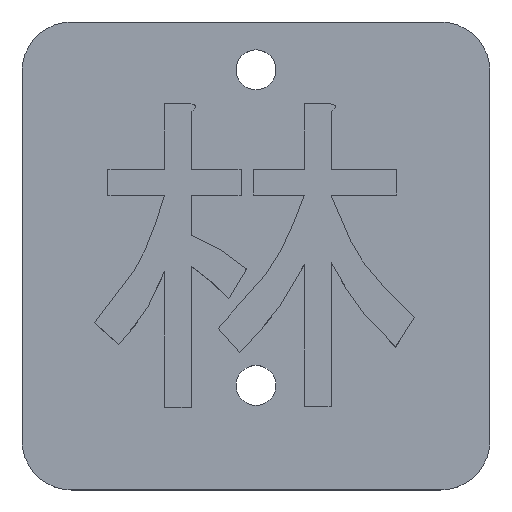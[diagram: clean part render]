
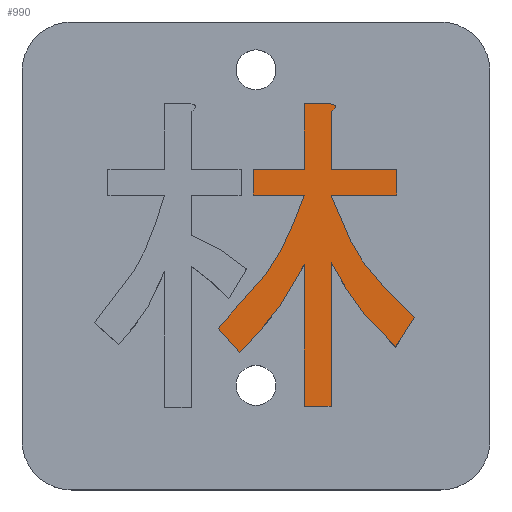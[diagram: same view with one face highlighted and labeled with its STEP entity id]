
A CAD part, top view. The second image highlights one B-rep face of the part: STEP entity #990.
In plain terms, the highlighted planar face has unit normal (0, 0, 1).
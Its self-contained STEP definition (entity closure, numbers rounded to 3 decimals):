
#36=B_SPLINE_CURVE_WITH_KNOTS('',3,(#1424,#1425,#1426,#1427,#1428,#1429,
#1430),.UNSPECIFIED.,.F.,.F.,(4,3,4),(-0.617,-0.314,
0.),.UNSPECIFIED.);
#37=B_SPLINE_CURVE_WITH_KNOTS('',3,(#1440,#1441,#1442,#1443,#1444,#1445,
#1446),.UNSPECIFIED.,.F.,.F.,(4,3,4),(-0.098,-0.051,
0.),.UNSPECIFIED.);
#38=B_SPLINE_CURVE_WITH_KNOTS('',3,(#1458,#1459,#1460,#1461,#1462,#1463,
#1464),.UNSPECIFIED.,.F.,.F.,(4,3,4),(-0.729,-0.33,
0.),.UNSPECIFIED.);
#39=B_SPLINE_CURVE_WITH_KNOTS('',3,(#1468,#1469,#1470,#1471,#1472,#1473,
#1474),.UNSPECIFIED.,.F.,.F.,(4,3,4),(-0.448,-0.244,
0.),.UNSPECIFIED.);
#40=B_SPLINE_CURVE_WITH_KNOTS('',3,(#1481,#1482,#1483,#1484,#1485,#1486,
#1487),.UNSPECIFIED.,.F.,.F.,(4,3,4),(-0.475,-0.222,
0.),.UNSPECIFIED.);
#52=PLANE('',#1061);
#91=FACE_OUTER_BOUND('',#144,.T.);
#144=EDGE_LOOP('',(#715,#716,#717,#718,#719,#720,#721,#722,#723,#724,#725,
#726,#727,#728,#729,#730,#731,#732,#733));
#217=LINE('',#1422,#332);
#218=LINE('',#1432,#333);
#219=LINE('',#1434,#334);
#220=LINE('',#1436,#335);
#221=LINE('',#1438,#336);
#222=LINE('',#1448,#337);
#223=LINE('',#1450,#338);
#224=LINE('',#1452,#339);
#225=LINE('',#1454,#340);
#226=LINE('',#1456,#341);
#227=LINE('',#1466,#342);
#228=LINE('',#1476,#343);
#229=LINE('',#1478,#344);
#230=LINE('',#1480,#345);
#332=VECTOR('',#1144,10.);
#333=VECTOR('',#1145,10.);
#334=VECTOR('',#1146,10.);
#335=VECTOR('',#1147,10.);
#336=VECTOR('',#1148,10.);
#337=VECTOR('',#1149,10.);
#338=VECTOR('',#1150,10.);
#339=VECTOR('',#1151,10.);
#340=VECTOR('',#1152,10.);
#341=VECTOR('',#1153,10.);
#342=VECTOR('',#1154,10.);
#343=VECTOR('',#1155,10.);
#344=VECTOR('',#1156,10.);
#345=VECTOR('',#1157,10.);
#466=VERTEX_POINT('',#1420);
#467=VERTEX_POINT('',#1421);
#468=VERTEX_POINT('',#1423);
#469=VERTEX_POINT('',#1431);
#470=VERTEX_POINT('',#1433);
#471=VERTEX_POINT('',#1435);
#472=VERTEX_POINT('',#1437);
#473=VERTEX_POINT('',#1439);
#474=VERTEX_POINT('',#1447);
#475=VERTEX_POINT('',#1449);
#476=VERTEX_POINT('',#1451);
#477=VERTEX_POINT('',#1453);
#478=VERTEX_POINT('',#1455);
#479=VERTEX_POINT('',#1457);
#480=VERTEX_POINT('',#1465);
#481=VERTEX_POINT('',#1467);
#482=VERTEX_POINT('',#1475);
#483=VERTEX_POINT('',#1477);
#484=VERTEX_POINT('',#1479);
#566=EDGE_CURVE('',#466,#467,#217,.T.);
#567=EDGE_CURVE('',#468,#466,#36,.T.);
#568=EDGE_CURVE('',#469,#468,#218,.T.);
#569=EDGE_CURVE('',#470,#469,#219,.T.);
#570=EDGE_CURVE('',#471,#470,#220,.T.);
#571=EDGE_CURVE('',#472,#471,#221,.T.);
#572=EDGE_CURVE('',#473,#472,#37,.T.);
#573=EDGE_CURVE('',#474,#473,#222,.T.);
#574=EDGE_CURVE('',#475,#474,#223,.T.);
#575=EDGE_CURVE('',#476,#475,#224,.T.);
#576=EDGE_CURVE('',#477,#476,#225,.T.);
#577=EDGE_CURVE('',#478,#477,#226,.T.);
#578=EDGE_CURVE('',#479,#478,#38,.T.);
#579=EDGE_CURVE('',#480,#479,#227,.T.);
#580=EDGE_CURVE('',#481,#480,#39,.T.);
#581=EDGE_CURVE('',#482,#481,#228,.T.);
#582=EDGE_CURVE('',#483,#482,#229,.T.);
#583=EDGE_CURVE('',#484,#483,#230,.T.);
#584=EDGE_CURVE('',#467,#484,#40,.T.);
#715=ORIENTED_EDGE('',*,*,#566,.F.);
#716=ORIENTED_EDGE('',*,*,#567,.F.);
#717=ORIENTED_EDGE('',*,*,#568,.F.);
#718=ORIENTED_EDGE('',*,*,#569,.F.);
#719=ORIENTED_EDGE('',*,*,#570,.F.);
#720=ORIENTED_EDGE('',*,*,#571,.F.);
#721=ORIENTED_EDGE('',*,*,#572,.F.);
#722=ORIENTED_EDGE('',*,*,#573,.F.);
#723=ORIENTED_EDGE('',*,*,#574,.F.);
#724=ORIENTED_EDGE('',*,*,#575,.F.);
#725=ORIENTED_EDGE('',*,*,#576,.F.);
#726=ORIENTED_EDGE('',*,*,#577,.F.);
#727=ORIENTED_EDGE('',*,*,#578,.F.);
#728=ORIENTED_EDGE('',*,*,#579,.F.);
#729=ORIENTED_EDGE('',*,*,#580,.F.);
#730=ORIENTED_EDGE('',*,*,#581,.F.);
#731=ORIENTED_EDGE('',*,*,#582,.F.);
#732=ORIENTED_EDGE('',*,*,#583,.F.);
#733=ORIENTED_EDGE('',*,*,#584,.F.);
#990=ADVANCED_FACE('',(#91),#52,.T.);
#1061=AXIS2_PLACEMENT_3D('',#1419,#1142,#1143);
#1142=DIRECTION('center_axis',(0.,0.,1.));
#1143=DIRECTION('ref_axis',(-1.,0.,0.));
#1144=DIRECTION('',(-0.537,-0.844,0.));
#1145=DIRECTION('',(-1.,0.,0.));
#1146=DIRECTION('',(0.,-1.,0.));
#1147=DIRECTION('',(1.,0.,0.));
#1148=DIRECTION('',(0.,-1.,0.));
#1149=DIRECTION('',(1.,0.,0.));
#1150=DIRECTION('',(0.,1.,0.));
#1151=DIRECTION('',(1.,0.,0.));
#1152=DIRECTION('',(0.,1.,0.));
#1153=DIRECTION('',(-1.,0.,0.));
#1154=DIRECTION('',(-0.664,0.747,0.));
#1155=DIRECTION('',(0.,1.,0.));
#1156=DIRECTION('',(-1.,0.,0.));
#1157=DIRECTION('',(0.,-1.,0.));
#1419=CARTESIAN_POINT('Origin',(343.671,86.492,37.4));
#1420=CARTESIAN_POINT('',(350.164,83.982,37.4));
#1421=CARTESIAN_POINT('',(349.4,82.781,37.4));
#1422=CARTESIAN_POINT('',(349.797,83.404,37.4));
#1423=CARTESIAN_POINT('',(346.781,88.948,37.4));
#1424=CARTESIAN_POINT('Ctrl Pts',(346.781,88.948,37.4));
#1425=CARTESIAN_POINT('Ctrl Pts',(347.148,88.011,37.4));
#1426=CARTESIAN_POINT('Ctrl Pts',(347.516,87.074,37.4));
#1427=CARTESIAN_POINT('Ctrl Pts',(348.063,86.26,37.4));
#1428=CARTESIAN_POINT('Ctrl Pts',(348.634,85.412,37.4));
#1429=CARTESIAN_POINT('Ctrl Pts',(349.399,84.697,37.4));
#1430=CARTESIAN_POINT('Ctrl Pts',(350.164,83.982,37.4));
#1431=CARTESIAN_POINT('',(349.455,88.948,37.4));
#1432=CARTESIAN_POINT('',(346.563,88.948,37.4));
#1433=CARTESIAN_POINT('',(349.455,89.984,37.4));
#1434=CARTESIAN_POINT('',(349.455,88.238,37.4));
#1435=CARTESIAN_POINT('',(346.781,89.984,37.4));
#1436=CARTESIAN_POINT('',(345.226,89.984,37.4));
#1437=CARTESIAN_POINT('',(346.781,92.331,37.4));
#1438=CARTESIAN_POINT('',(346.781,89.411,37.4));
#1439=CARTESIAN_POINT('',(346.727,92.658,37.4));
#1440=CARTESIAN_POINT('Ctrl Pts',(346.727,92.658,37.4));
#1441=CARTESIAN_POINT('Ctrl Pts',(346.835,92.629,37.4));
#1442=CARTESIAN_POINT('Ctrl Pts',(346.944,92.6,37.4));
#1443=CARTESIAN_POINT('Ctrl Pts',(346.958,92.549,37.4));
#1444=CARTESIAN_POINT('Ctrl Pts',(346.975,92.494,37.4));
#1445=CARTESIAN_POINT('Ctrl Pts',(346.878,92.412,37.4));
#1446=CARTESIAN_POINT('Ctrl Pts',(346.781,92.331,37.4));
#1447=CARTESIAN_POINT('',(345.69,92.658,37.4));
#1448=CARTESIAN_POINT('',(344.68,92.658,37.4));
#1449=CARTESIAN_POINT('',(345.69,89.984,37.4));
#1450=CARTESIAN_POINT('',(345.69,88.238,37.4));
#1451=CARTESIAN_POINT('',(343.616,89.984,37.4));
#1452=CARTESIAN_POINT('',(343.643,89.984,37.4));
#1453=CARTESIAN_POINT('',(343.616,88.948,37.4));
#1454=CARTESIAN_POINT('',(343.616,87.72,37.4));
#1455=CARTESIAN_POINT('',(345.69,88.948,37.4));
#1456=CARTESIAN_POINT('',(344.68,88.948,37.4));
#1457=CARTESIAN_POINT('',(342.197,83.545,37.4));
#1458=CARTESIAN_POINT('Ctrl Pts',(342.197,83.545,37.4));
#1459=CARTESIAN_POINT('Ctrl Pts',(343.038,84.402,37.4));
#1460=CARTESIAN_POINT('Ctrl Pts',(343.879,85.259,37.4));
#1461=CARTESIAN_POINT('Ctrl Pts',(344.489,86.26,37.4));
#1462=CARTESIAN_POINT('Ctrl Pts',(344.995,87.09,37.4));
#1463=CARTESIAN_POINT('Ctrl Pts',(345.342,88.019,37.4));
#1464=CARTESIAN_POINT('Ctrl Pts',(345.69,88.948,37.4));
#1465=CARTESIAN_POINT('',(343.07,82.563,37.4));
#1466=CARTESIAN_POINT('',(342.227,83.511,37.4));
#1467=CARTESIAN_POINT('',(345.69,86.11,37.4));
#1468=CARTESIAN_POINT('Ctrl Pts',(345.69,86.11,37.4));
#1469=CARTESIAN_POINT('Ctrl Pts',(345.366,85.516,37.4));
#1470=CARTESIAN_POINT('Ctrl Pts',(345.043,84.923,37.4));
#1471=CARTESIAN_POINT('Ctrl Pts',(344.653,84.377,37.4));
#1472=CARTESIAN_POINT('Ctrl Pts',(344.188,83.727,37.4));
#1473=CARTESIAN_POINT('Ctrl Pts',(343.629,83.145,37.4));
#1474=CARTESIAN_POINT('Ctrl Pts',(343.07,82.563,37.4));
#1475=CARTESIAN_POINT('',(345.69,80.38,37.4));
#1476=CARTESIAN_POINT('',(345.69,83.436,37.4));
#1477=CARTESIAN_POINT('',(346.781,80.38,37.4));
#1478=CARTESIAN_POINT('',(345.226,80.38,37.4));
#1479=CARTESIAN_POINT('',(346.781,86.219,37.4));
#1480=CARTESIAN_POINT('',(346.781,86.355,37.4));
#1481=CARTESIAN_POINT('Ctrl Pts',(349.4,82.781,37.4));
#1482=CARTESIAN_POINT('Ctrl Pts',(348.851,83.326,37.4));
#1483=CARTESIAN_POINT('Ctrl Pts',(348.302,83.872,37.4));
#1484=CARTESIAN_POINT('Ctrl Pts',(347.845,84.486,37.4));
#1485=CARTESIAN_POINT('Ctrl Pts',(347.443,85.028,37.4));
#1486=CARTESIAN_POINT('Ctrl Pts',(347.112,85.624,37.4));
#1487=CARTESIAN_POINT('Ctrl Pts',(346.781,86.219,37.4));
